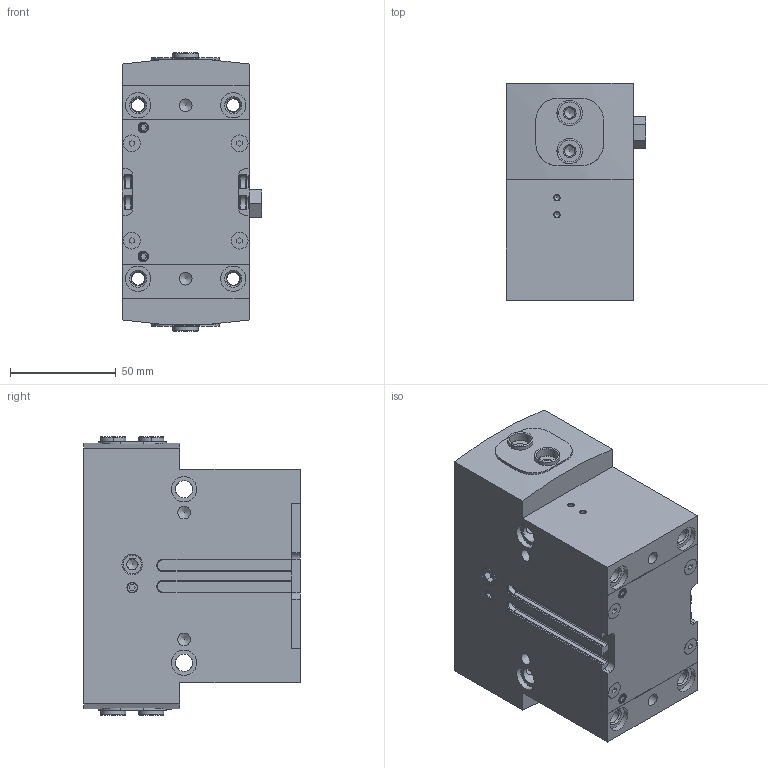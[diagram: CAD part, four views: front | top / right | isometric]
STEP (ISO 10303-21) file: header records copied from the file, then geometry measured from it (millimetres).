
FILE_DESCRIPTION(/* description */ ('STEP AP214'),/* implementation_level */ '2;1');
FILE_NAME(/* name */ '1132953_HGPD-50-A-G2',/* time_stamp */ '2024-08-26T05:48:13+02:00',/* author */ ('License CC BY-ND 4.0'),/* organization */ ('CADENAS'),/* preprocessor_version */ 'ST-DEVELOPER v19.3',/* originating_system */ 'PARTsolutions',/* authorisation */ ' ');
FILE_SCHEMA (('AUTOMOTIVE_DESIGN {1 0 10303 214 3 1 1}'));
Length unit declared in the file: millimetre
Products named in the file (7): 1132953 HGPD-50-A-G2---(0); 1132953 HGPD-50-A-G2 (g)---(0); 1132953 HGPD-50-A-G2 (b); 8137185 ZBH-12-B; 1164663 (f); Gewindestift G1/8; DIN-913 - M5x4
Assembly tree (11 placements, depth 2):
  1132953 HGPD-50-A-G2---(0)
    1132953 HGPD-50-A-G2 (g)---(0)
    1132953 HGPD-50-A-G2 (b)  x2
    8137185 ZBH-12-B  x4
    1164663 (f)
    Gewindestift G1/8
    DIN-913 - M5x4  x2
Bounding box: 66 x 102.5 x 131.6 mm (x, y, z)
Volume: 650719.4 mm3; surface area: 98985.8 mm2
Topology: 11 solids, 11 shells, 451 faces, 1023 edges, 643 vertices
Faces by surface type: plane 243, cylinder 128, cone 52, torus 28
Full cylindrical faces by diameter (mm): 2.459 x4, 4.134 x2, 4.917 x4, 5 x4, 6 x4, 6.1 x8, 6.647 x4, 8 x4, 8.2 x2, 8.566 x4, 9.728 x1, 9.73 x1, 10 x4, 10.4 x4, 12 x10, 13.5 x2
Entity records: 12951 total; most frequent: CARTESIAN_POINT 1978, DIRECTION 1832, ORIENTED_EDGE 1574, EDGE_CURVE 787, AXIS2_PLACEMENT_3D 670, FACE_BOUND 563, VERTEX_POINT 562, EDGE_LOOP 552
